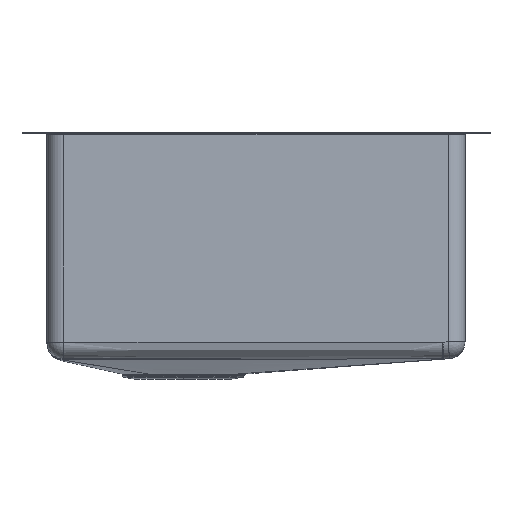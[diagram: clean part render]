
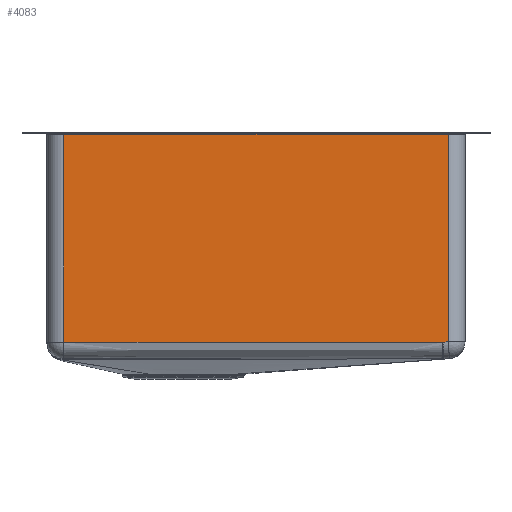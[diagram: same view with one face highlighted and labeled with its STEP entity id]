
A CAD part, left-side view. The second image highlights one B-rep face of the part: STEP entity #4083.
In plain terms, the highlighted planar face has unit normal (-1, 0, 0).
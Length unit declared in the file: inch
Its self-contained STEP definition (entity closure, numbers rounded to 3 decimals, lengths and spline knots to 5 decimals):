
#263=DIRECTION('',(0.,-1.,0.));
#264=VECTOR('',#263,369.6);
#265=CARTESIAN_POINT('',(-421.9079,18.84334,-1.7));
#266=LINE('',#265,#264);
#267=DIRECTION('',(0.,0.,1.));
#268=VECTOR('',#267,199.4186);
#269=CARTESIAN_POINT('',(-421.9079,-350.75666,
-201.1186));
#270=LINE('',#269,#268);
#271=CARTESIAN_POINT('',(-421.9079,-345.56313,
-201.48765));
#272=CARTESIAN_POINT('',(-421.9079,-346.41971,
-201.42692));
#273=CARTESIAN_POINT('',(-421.9079,-348.14187,
-201.30467));
#274=CARTESIAN_POINT('',(-421.9079,-349.88206,
-201.18088));
#275=CARTESIAN_POINT('',(-421.9079,-350.75666,
-201.1186));
#277=CARTESIAN_POINT('',(-421.9079,18.84334,-201.62446));
#278=CARTESIAN_POINT('',(-421.9079,-6.06448,
-201.65578));
#279=CARTESIAN_POINT('',(-421.9079,-53.32993,
-201.70307));
#280=CARTESIAN_POINT('',(-421.9079,-116.09772,
-201.72369));
#281=CARTESIAN_POINT('',(-421.9079,-172.17447,
-201.70498));
#282=CARTESIAN_POINT('',(-421.9079,-222.41989,
-201.6614));
#283=CARTESIAN_POINT('',(-421.9079,-267.6475,
-201.60556));
#284=CARTESIAN_POINT('',(-421.9079,-308.522,
-201.54604));
#285=CARTESIAN_POINT('',(-421.9079,-333.61675,
-201.50663));
#286=CARTESIAN_POINT('',(-421.9079,-345.56313,
-201.48765));
#288=DIRECTION('',(0.,0.,1.));
#289=VECTOR('',#288,199.92446);
#290=CARTESIAN_POINT('',(-421.9079,18.84334,-201.62446));
#291=LINE('',#290,#289);
#3448=CARTESIAN_POINT('',(-421.9079,18.84334,
-201.62446));
#3449=VERTEX_POINT('',#3448);
#3450=VERTEX_POINT('',#286);
#3454=VERTEX_POINT('',#275);
#3524=CARTESIAN_POINT('',(-421.9079,18.84334,-1.7));
#3525=VERTEX_POINT('',#3524);
#3528=CARTESIAN_POINT('',(-421.9079,-350.75666,-1.7));
#3529=VERTEX_POINT('',#3528);
#4068=CARTESIAN_POINT('',(-421.9079,-366.95666,-1.2));
#4069=DIRECTION('',(-1.,0.,0.));
#4070=DIRECTION('',(0.,1.,0.));
#4071=AXIS2_PLACEMENT_3D('',#4068,#4069,#4070);
#4072=PLANE('',#4071);
#4073=ORIENTED_EDGE('',*,*,#4059,.T.);
#4075=ORIENTED_EDGE('',*,*,#4074,.F.);
#4077=ORIENTED_EDGE('',*,*,#4076,.F.);
#4079=ORIENTED_EDGE('',*,*,#4078,.F.);
#4080=ORIENTED_EDGE('',*,*,#4033,.T.);
#4081=EDGE_LOOP('',(#4073,#4075,#4077,#4079,#4080));
#4082=FACE_OUTER_BOUND('',#4081,.F.);
#276=B_SPLINE_CURVE_WITH_KNOTS('',3,(#271,#272,#273,#274,#275),.UNSPECIFIED.,
.F.,.F.,(4,1,4),(0.,0.5,1.),.UNSPECIFIED.);
#287=B_SPLINE_CURVE_WITH_KNOTS('',3,(#277,#278,#279,#280,#281,#282,#283,#284,
#285,#286),.UNSPECIFIED.,.F.,.F.,(4,1,1,1,1,1,1,4),(0.,0.14286,
0.28571,0.42857,0.57143,0.71429,
0.85714,1.),.UNSPECIFIED.);
#4033=EDGE_CURVE('',#3449,#3525,#291,.T.);
#4059=EDGE_CURVE('',#3525,#3529,#266,.T.);
#4074=EDGE_CURVE('',#3454,#3529,#270,.T.);
#4076=EDGE_CURVE('',#3450,#3454,#276,.T.);
#4078=EDGE_CURVE('',#3449,#3450,#287,.T.);
#4083=ADVANCED_FACE('',(#4082),#4072,.T.);
